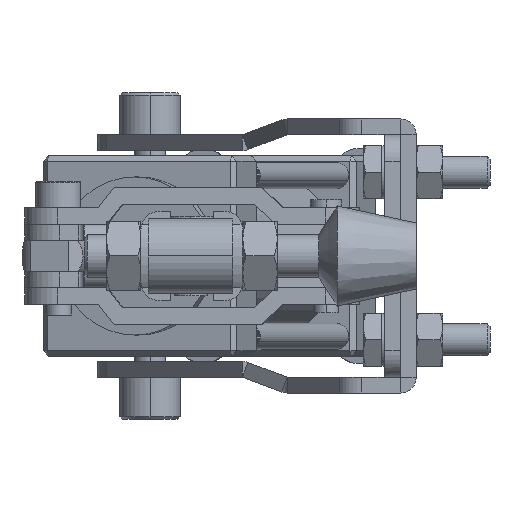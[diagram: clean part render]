
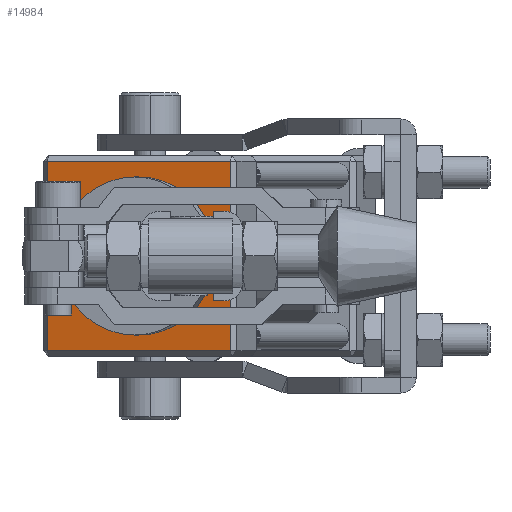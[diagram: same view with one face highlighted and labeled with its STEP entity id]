
A CAD part, left-side view. The second image highlights one B-rep face of the part: STEP entity #14984.
In plain terms, the highlighted planar face has unit normal (-0.965, 0.264, 0).
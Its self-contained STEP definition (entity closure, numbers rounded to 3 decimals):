
#201 = LINE ( 'NONE', #3583, #23138 ) ;
#636 = VECTOR ( 'NONE', #29690, 1000. ) ;
#804 = AXIS2_PLACEMENT_3D ( 'NONE', #21581, #4318, #24352 ) ;
#1143 = DIRECTION ( 'NONE',  ( 0., 0., 1. ) ) ;
#1209 = VERTEX_POINT ( 'NONE', #35036 ) ;
#3583 = CARTESIAN_POINT ( 'NONE',  ( 19.272, 34.283, -18. ) ) ;
#3717 = FACE_OUTER_BOUND ( 'NONE', #31220, .T. ) ;
#4185 = CARTESIAN_POINT ( 'NONE',  ( 19.536, 35.247, 19. ) ) ;
#4278 = CARTESIAN_POINT ( 'NONE',  ( 24.283, 52.61, 0. ) ) ;
#4318 = DIRECTION ( 'NONE',  ( -0.965, 0.264, 0. ) ) ;
#4536 = ORIENTED_EDGE ( 'NONE', *, *, #19211, .T. ) ;
#4729 = CARTESIAN_POINT ( 'NONE',  ( 29.031, 69.973, -18. ) ) ;
#6150 = ORIENTED_EDGE ( 'NONE', *, *, #19208, .T. ) ;
#6324 = ORIENTED_EDGE ( 'NONE', *, *, #19217, .F. ) ;
#7228 = DIRECTION ( 'NONE',  ( 0., 0., 1. ) ) ;
#7301 = ORIENTED_EDGE ( 'NONE', *, *, #19271, .T. ) ;
#7461 = LINE ( 'NONE', #4185, #22707 ) ;
#7505 = CARTESIAN_POINT ( 'NONE',  ( 29.031, 69.973, -19. ) ) ;
#8786 = CARTESIAN_POINT ( 'NONE',  ( 24.283, 52.61, 15. ) ) ;
#10106 = VERTEX_POINT ( 'NONE', #25637 ) ;
#10586 = LINE ( 'NONE', #7505, #17335 ) ;
#11892 = VERTEX_POINT ( 'NONE', #4729 ) ;
#14046 = CIRCLE ( 'NONE', #25818, 15. ) ;
#14819 = PLANE ( 'NONE',  #16547 ) ;
#14920 = VERTEX_POINT ( 'NONE', #8786 ) ;
#14937 = CARTESIAN_POINT ( 'NONE',  ( 32.106, 81.217, 0. ) ) ;
#14984 = ADVANCED_FACE ( 'NONE', ( #3717, #33739 ), #14819, .T. ) ;
#15097 = LINE ( 'NONE', #24218, #636 ) ;
#15712 = EDGE_CURVE ( 'NONE', #14920, #1209, #14046, .T. ) ;
#16547 = AXIS2_PLACEMENT_3D ( 'NONE', #14937, #34396, #17831 ) ;
#16562 = EDGE_LOOP ( 'NONE', ( #24401, #6324 ) ) ;
#16745 = CARTESIAN_POINT ( 'NONE',  ( 29.031, 69.973, 18. ) ) ;
#17335 = VECTOR ( 'NONE', #32828, 1000. ) ;
#17831 = DIRECTION ( 'NONE',  ( 0., 0., 1. ) ) ;
#19159 = EDGE_CURVE ( 'NONE', #11892, #20167, #201, .T. ) ;
#19208 = EDGE_CURVE ( 'NONE', #20167, #10106, #7461, .T. ) ;
#19211 = EDGE_CURVE ( 'NONE', #10106, #36151, #15097, .T. ) ;
#19217 = EDGE_CURVE ( 'NONE', #1209, #14920, #29945, .T. ) ;
#19271 = EDGE_CURVE ( 'NONE', #36151, #11892, #10586, .T. ) ;
#20167 = VERTEX_POINT ( 'NONE', #21613 ) ;
#21581 = CARTESIAN_POINT ( 'NONE',  ( 24.283, 52.61, 0. ) ) ;
#21613 = CARTESIAN_POINT ( 'NONE',  ( 19.536, 35.247, -18. ) ) ;
#22707 = VECTOR ( 'NONE', #1143, 1000. ) ;
#23138 = VECTOR ( 'NONE', #23618, 1000. ) ;
#23618 = DIRECTION ( 'NONE',  ( -0.264, -0.965, 0. ) ) ;
#24218 = CARTESIAN_POINT ( 'NONE',  ( 29.295, 70.937, 18. ) ) ;
#24322 = DIRECTION ( 'NONE',  ( -0.965, 0.264, 0. ) ) ;
#24352 = DIRECTION ( 'NONE',  ( 0., 0., 1. ) ) ;
#24401 = ORIENTED_EDGE ( 'NONE', *, *, #15712, .F. ) ;
#25637 = CARTESIAN_POINT ( 'NONE',  ( 19.536, 35.247, 18. ) ) ;
#25818 = AXIS2_PLACEMENT_3D ( 'NONE', #4278, #24322, #7228 ) ;
#29690 = DIRECTION ( 'NONE',  ( 0.264, 0.965, 0. ) ) ;
#29945 = CIRCLE ( 'NONE', #804, 15. ) ;
#31220 = EDGE_LOOP ( 'NONE', ( #32137, #6150, #4536, #7301 ) ) ;
#32137 = ORIENTED_EDGE ( 'NONE', *, *, #19159, .T. ) ;
#32828 = DIRECTION ( 'NONE',  ( 0., 0., -1. ) ) ;
#33739 = FACE_BOUND ( 'NONE', #16562, .T. ) ;
#34396 = DIRECTION ( 'NONE',  ( -0.965, 0.264, 0. ) ) ;
#35036 = CARTESIAN_POINT ( 'NONE',  ( 24.283, 52.61, -15. ) ) ;
#36151 = VERTEX_POINT ( 'NONE', #16745 ) ;
